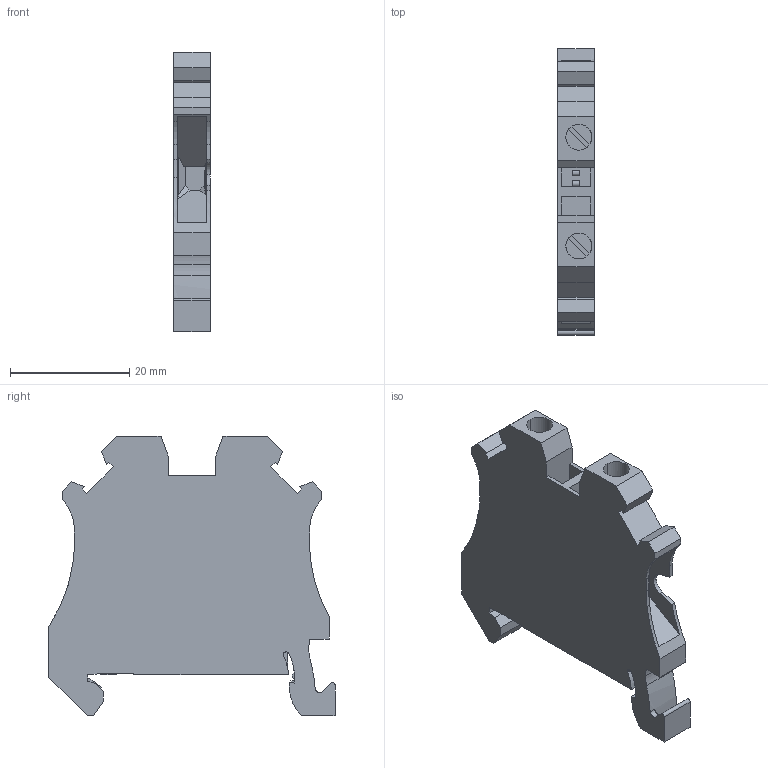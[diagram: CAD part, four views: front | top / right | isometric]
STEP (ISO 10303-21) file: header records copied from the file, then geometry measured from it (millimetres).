
FILE_DESCRIPTION(('STEP AP214'),'1');
FILE_NAME('cctmp_6B896A49-3635-4E58-BAB0-899CFF2D0478_2023_07_24_09_28_21_0129..stp','2023-07-24T07:28:21',('SIEMENS A&D'),('CADClick - www.CADClick.com'),'Spatial InterOp 3D postprocessed',' ','unknown authorization');
FILE_SCHEMA(('AUTOMOTIVE_DESIGN'));
Length unit declared in the file: millimetre
Products named in the file (1): 2023_07_24_09_28_21_0122
Bounding box: 6.15 x 48 x 46.85 mm (x, y, z)
Volume: 8347.3 mm3; surface area: 5771.1 mm2
Topology: 1 solids, 1 shells, 191 faces, 551 edges, 364 vertices
Faces by surface type: plane 149, cylinder 42
Entity records: 6844 total; most frequent: CARTESIAN_POINT 1107, ORIENTED_EDGE 1102, DIRECTION 1042, EDGE_CURVE 551, LINE 444, VECTOR 444, VERTEX_POINT 364, AXIS2_PLACEMENT_3D 299
